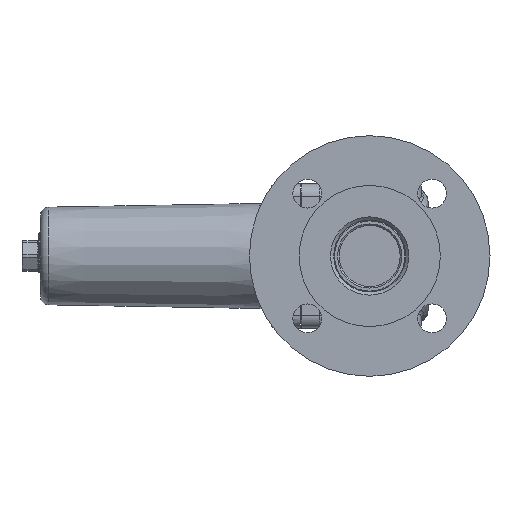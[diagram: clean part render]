
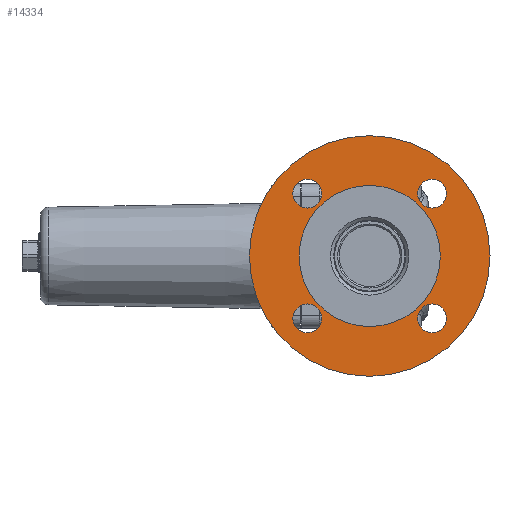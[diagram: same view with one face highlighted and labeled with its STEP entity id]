
A CAD part, left-side view. The second image highlights one B-rep face of the part: STEP entity #14334.
In plain terms, the highlighted planar face has unit normal (-1, 0, 0).
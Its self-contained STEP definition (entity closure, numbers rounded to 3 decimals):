
#696=FACE_BOUND('',#3359,.T.);
#697=FACE_BOUND('',#3360,.T.);
#698=FACE_BOUND('',#3361,.T.);
#699=FACE_BOUND('',#3362,.T.);
#700=FACE_BOUND('',#3363,.T.);
#1921=PLANE('',#15635);
#2388=FACE_OUTER_BOUND('',#3358,.T.);
#3358=EDGE_LOOP('',(#11064));
#3359=EDGE_LOOP('',(#11065));
#3360=EDGE_LOOP('',(#11066));
#3361=EDGE_LOOP('',(#11067));
#3362=EDGE_LOOP('',(#11068));
#3363=EDGE_LOOP('',(#11069));
#4250=CIRCLE('',#15634,75.);
#4251=CIRCLE('',#15636,9.);
#4252=CIRCLE('',#15637,9.);
#4253=CIRCLE('',#15638,9.);
#4254=CIRCLE('',#15639,9.);
#4255=CIRCLE('',#15640,44.);
#6148=VERTEX_POINT('',#26587);
#6149=VERTEX_POINT('',#26591);
#6150=VERTEX_POINT('',#26593);
#6151=VERTEX_POINT('',#26595);
#6152=VERTEX_POINT('',#26597);
#6153=VERTEX_POINT('',#26599);
#7890=EDGE_CURVE('',#6148,#6148,#4250,.T.);
#7891=EDGE_CURVE('',#6149,#6149,#4251,.T.);
#7892=EDGE_CURVE('',#6150,#6150,#4252,.T.);
#7893=EDGE_CURVE('',#6151,#6151,#4253,.T.);
#7894=EDGE_CURVE('',#6152,#6152,#4254,.T.);
#7895=EDGE_CURVE('',#6153,#6153,#4255,.T.);
#11064=ORIENTED_EDGE('',*,*,#7890,.F.);
#11065=ORIENTED_EDGE('',*,*,#7891,.T.);
#11066=ORIENTED_EDGE('',*,*,#7892,.T.);
#11067=ORIENTED_EDGE('',*,*,#7893,.T.);
#11068=ORIENTED_EDGE('',*,*,#7894,.T.);
#11069=ORIENTED_EDGE('',*,*,#7895,.T.);
#14334=ADVANCED_FACE('',(#2388,#696,#697,#698,#699,#700),#1921,.T.);
#15634=AXIS2_PLACEMENT_3D('',#26589,#18178,#18179);
#15635=AXIS2_PLACEMENT_3D('',#26590,#18180,#18181);
#15636=AXIS2_PLACEMENT_3D('',#26592,#18182,#18183);
#15637=AXIS2_PLACEMENT_3D('',#26594,#18184,#18185);
#15638=AXIS2_PLACEMENT_3D('',#26596,#18186,#18187);
#15639=AXIS2_PLACEMENT_3D('',#26598,#18188,#18189);
#15640=AXIS2_PLACEMENT_3D('',#26600,#18190,#18191);
#18178=DIRECTION('center_axis',(1.,0.,0.));
#18179=DIRECTION('ref_axis',(0.,-1.,0.));
#18180=DIRECTION('center_axis',(-1.,0.,0.));
#18181=DIRECTION('ref_axis',(0.,0.,
-1.));
#18182=DIRECTION('center_axis',(1.,0.,0.));
#18183=DIRECTION('ref_axis',(0.,1.,0.));
#18184=DIRECTION('center_axis',(1.,0.,0.));
#18185=DIRECTION('ref_axis',(0.,0.,
-1.));
#18186=DIRECTION('center_axis',(1.,0.,0.));
#18187=DIRECTION('ref_axis',(0.,-1.,0.));
#18188=DIRECTION('center_axis',(1.,0.,0.));
#18189=DIRECTION('ref_axis',(0.,0.,
1.));
#18190=DIRECTION('center_axis',(1.,0.,0.));
#18191=DIRECTION('ref_axis',(0.,-1.,0.));
#26587=CARTESIAN_POINT('',(-97.,75.,0.));
#26589=CARTESIAN_POINT('Origin',(-97.,0.,
0.));
#26590=CARTESIAN_POINT('Origin',(-97.,-59.5,0.));
#26591=CARTESIAN_POINT('',(-97.,-47.891,38.891));
#26592=CARTESIAN_POINT('Origin',(-97.,-38.891,38.891));
#26593=CARTESIAN_POINT('',(-97.,38.891,47.891));
#26594=CARTESIAN_POINT('Origin',(-97.,38.891,38.891));
#26595=CARTESIAN_POINT('',(-97.,47.891,-38.891));
#26596=CARTESIAN_POINT('Origin',(-97.,38.891,-38.891));
#26597=CARTESIAN_POINT('',(-97.,-38.891,-47.891));
#26598=CARTESIAN_POINT('Origin',(-97.,-38.891,-38.891));
#26599=CARTESIAN_POINT('',(-97.,44.,0.));
#26600=CARTESIAN_POINT('Origin',(-97.,0.,
0.));
